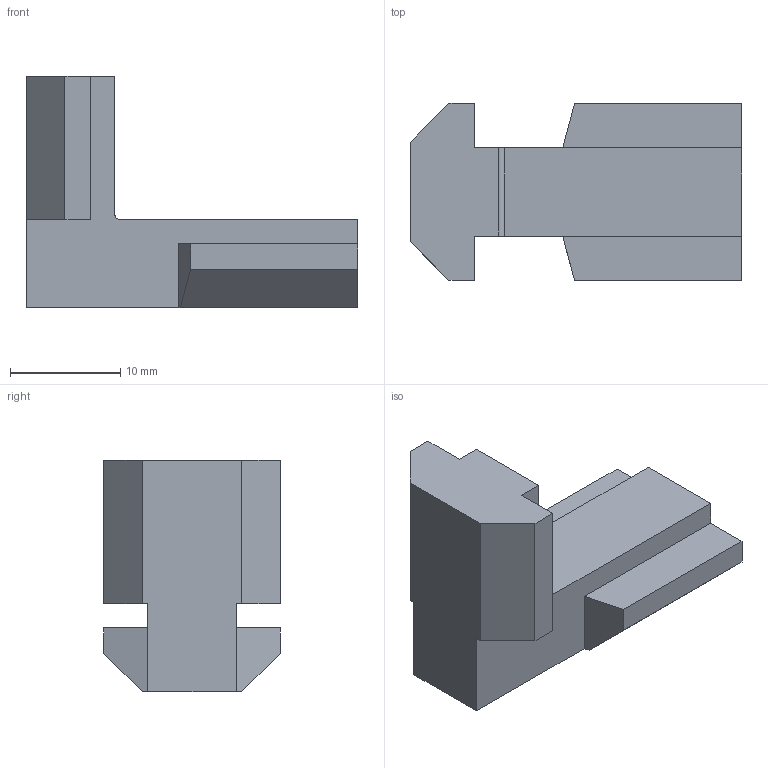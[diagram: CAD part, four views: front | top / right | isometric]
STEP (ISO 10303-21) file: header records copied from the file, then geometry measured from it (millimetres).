
FILE_DESCRIPTION(('STEP AP214'),'1');
FILE_NAME('cctmp_10D04EC6-6356-48FE-971A-F4A943A12728_2020_1_13_17_14_57_680..stp','2020-01-13T16:14:57',('Bosch Rexroth AG'),('CADClick - www.CADClick.com'),'Spatial InterOp 3D',' ','unknown authorization - (Healing Option Enabled)');
FILE_SCHEMA(('AUTOMOTIVE_DESIGN'));
Length unit declared in the file: millimetre
Products named in the file (1): 2020_01_13__17-14-57-680
Bounding box: 30 x 16 x 21 mm (x, y, z)
Volume: 3734 mm3; surface area: 1972.4 mm2
Topology: 1 solids, 1 shells, 25 faces, 69 edges, 46 vertices
Faces by surface type: plane 24, cylinder 1
Entity records: 1009 total; most frequent: CARTESIAN_POINT 141, ORIENTED_EDGE 138, DIRECTION 123, EDGE_CURVE 69, LINE 67, VECTOR 67, VERTEX_POINT 46, AXIS2_PLACEMENT_3D 28
